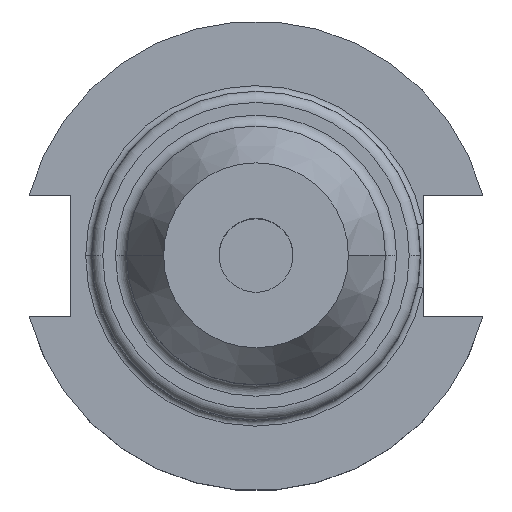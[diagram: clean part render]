
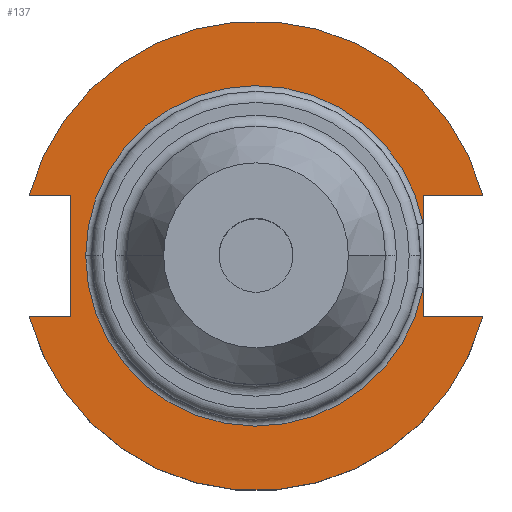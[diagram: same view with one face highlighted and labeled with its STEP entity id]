
A CAD part, top view. The second image highlights one B-rep face of the part: STEP entity #137.
In plain terms, the highlighted planar face has unit normal (0, 0, 1).
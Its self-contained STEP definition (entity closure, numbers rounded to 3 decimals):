
#1 = VECTOR ( 'NONE', #1245, 1000. ) ;
#17 = AXIS2_PLACEMENT_3D ( 'NONE', #1507, #1571, #1617 ) ;
#38 = VECTOR ( 'NONE', #220, 1000. ) ;
#47 = VERTEX_POINT ( 'NONE', #632 ) ;
#53 = DIRECTION ( 'NONE',  ( -1., 0., 0. ) ) ;
#64 = ORIENTED_EDGE ( 'NONE', *, *, #851, .F. ) ;
#73 = CARTESIAN_POINT ( 'NONE',  ( 22.606, -4.373, 19.05 ) ) ;
#80 = LINE ( 'NONE', #1734, #38 ) ;
#102 = EDGE_CURVE ( 'NONE', #1277, #1427, #285, .T. ) ;
#137 = ADVANCED_FACE ( 'NONE', ( #1622 ), #1009, .F. ) ;
#138 = CARTESIAN_POINT ( 'NONE',  ( -30.675, -8.191, 19.05 ) ) ;
#165 = VECTOR ( 'NONE', #696, 1000. ) ;
#180 = EDGE_CURVE ( 'NONE', #1351, #1438, #1211, .T. ) ;
#192 = VERTEX_POINT ( 'NONE', #1165 ) ;
#197 = EDGE_CURVE ( 'NONE', #1155, #885, #344, .T. ) ;
#201 = CARTESIAN_POINT ( 'NONE',  ( -25.091, 8.191, 19.05 ) ) ;
#210 = VECTOR ( 'NONE', #1680, 1000. ) ;
#220 = DIRECTION ( 'NONE',  ( 1., 0., 0. ) ) ;
#249 = LINE ( 'NONE', #1676, #950 ) ;
#285 = LINE ( 'NONE', #981, #165 ) ;
#286 = CIRCLE ( 'NONE', #1595, 31.75 ) ;
#288 = CARTESIAN_POINT ( 'NONE',  ( -30.675, 8.191, 19.05 ) ) ;
#314 = CARTESIAN_POINT ( 'NONE',  ( 0., 0., 19.05 ) ) ;
#332 = ORIENTED_EDGE ( 'NONE', *, *, #826, .T. ) ;
#333 = CARTESIAN_POINT ( 'NONE',  ( 30.675, -8.191, 19.05 ) ) ;
#334 = ORIENTED_EDGE ( 'NONE', *, *, #1167, .T. ) ;
#337 = ORIENTED_EDGE ( 'NONE', *, *, #102, .T. ) ;
#341 = ORIENTED_EDGE ( 'NONE', *, *, #197, .T. ) ;
#344 = LINE ( 'NONE', #1177, #1 ) ;
#364 = VERTEX_POINT ( 'NONE', #1127 ) ;
#376 = CARTESIAN_POINT ( 'NONE',  ( 22.606, 8.191, 19.05 ) ) ;
#377 = VECTOR ( 'NONE', #1110, 1000. ) ;
#512 = DIRECTION ( 'NONE',  ( 0., 0., 1. ) ) ;
#575 = CARTESIAN_POINT ( 'NONE',  ( 22.606, 4.373, 19.05 ) ) ;
#594 = ORIENTED_EDGE ( 'NONE', *, *, #1791, .T. ) ;
#632 = CARTESIAN_POINT ( 'NONE',  ( 30.675, 8.191, 19.05 ) ) ;
#664 = DIRECTION ( 'NONE',  ( -1., 0., 0. ) ) ;
#696 = DIRECTION ( 'NONE',  ( 0., 1., 0. ) ) ;
#816 = CARTESIAN_POINT ( 'NONE',  ( 0., 8.191, 19.05 ) ) ;
#826 = EDGE_CURVE ( 'NONE', #1678, #1491, #286, .T. ) ;
#847 = EDGE_CURVE ( 'NONE', #47, #885, #1786, .T. ) ;
#851 = EDGE_CURVE ( 'NONE', #1678, #192, #249, .T. ) ;
#857 = CIRCLE ( 'NONE', #1086, 23.025 ) ;
#885 = VERTEX_POINT ( 'NONE', #376 ) ;
#891 = DIRECTION ( 'NONE',  ( 0., 0., -1. ) ) ;
#912 = DIRECTION ( 'NONE',  ( -1., 0., 0. ) ) ;
#925 = EDGE_CURVE ( 'NONE', #1438, #192, #1340, .T. ) ;
#941 = CIRCLE ( 'NONE', #1545, 23.025 ) ;
#950 = VECTOR ( 'NONE', #963, 1000. ) ;
#955 = AXIS2_PLACEMENT_3D ( 'NONE', #1020, #1035, #1066 ) ;
#963 = DIRECTION ( 'NONE',  ( 1., 0., 0. ) ) ;
#972 = CIRCLE ( 'NONE', #17, 31.75 ) ;
#981 = CARTESIAN_POINT ( 'NONE',  ( 22.606, 22.225, 19.05 ) ) ;
#1009 = PLANE ( 'NONE',  #955 ) ;
#1020 = CARTESIAN_POINT ( 'NONE',  ( 0., 22.225, 19.05 ) ) ;
#1035 = DIRECTION ( 'NONE',  ( 0., 0., -1. ) ) ;
#1066 = DIRECTION ( 'NONE',  ( -1., 0., 0. ) ) ;
#1086 = AXIS2_PLACEMENT_3D ( 'NONE', #314, #891, #53 ) ;
#1110 = DIRECTION ( 'NONE',  ( 1., 0., 0. ) ) ;
#1120 = CARTESIAN_POINT ( 'NONE',  ( -61.091, 8.191, 19.05 ) ) ;
#1127 = CARTESIAN_POINT ( 'NONE',  ( -23.025, 0., 19.05 ) ) ;
#1155 = VERTEX_POINT ( 'NONE', #575 ) ;
#1164 = CARTESIAN_POINT ( 'NONE',  ( 22.606, -8.191, 19.05 ) ) ;
#1165 = CARTESIAN_POINT ( 'NONE',  ( -25.091, -8.191, 19.05 ) ) ;
#1167 = EDGE_CURVE ( 'NONE', #47, #1351, #972, .T. ) ;
#1177 = CARTESIAN_POINT ( 'NONE',  ( 22.606, 22.225, 19.05 ) ) ;
#1211 = LINE ( 'NONE', #1120, #377 ) ;
#1245 = DIRECTION ( 'NONE',  ( 0., 1., 0. ) ) ;
#1269 = CARTESIAN_POINT ( 'NONE',  ( -25.091, 8.191, 19.05 ) ) ;
#1277 = VERTEX_POINT ( 'NONE', #1164 ) ;
#1307 = EDGE_LOOP ( 'NONE', ( #337, #1353, #594, #341, #1422, #334, #1548, #1325, #64, #332, #1740 ) ) ;
#1325 = ORIENTED_EDGE ( 'NONE', *, *, #925, .T. ) ;
#1340 = LINE ( 'NONE', #1269, #210 ) ;
#1351 = VERTEX_POINT ( 'NONE', #288 ) ;
#1353 = ORIENTED_EDGE ( 'NONE', *, *, #1478, .T. ) ;
#1399 = CARTESIAN_POINT ( 'NONE',  ( 0., 0., 19.05 ) ) ;
#1422 = ORIENTED_EDGE ( 'NONE', *, *, #847, .F. ) ;
#1427 = VERTEX_POINT ( 'NONE', #73 ) ;
#1438 = VERTEX_POINT ( 'NONE', #201 ) ;
#1478 = EDGE_CURVE ( 'NONE', #1427, #364, #857, .T. ) ;
#1490 = DIRECTION ( 'NONE',  ( 0., 0., -1. ) ) ;
#1491 = VERTEX_POINT ( 'NONE', #333 ) ;
#1507 = CARTESIAN_POINT ( 'NONE',  ( 0., 0., 19.05 ) ) ;
#1532 = EDGE_CURVE ( 'NONE', #1277, #1491, #80, .T. ) ;
#1542 = DIRECTION ( 'NONE',  ( 1., 0., 0. ) ) ;
#1545 = AXIS2_PLACEMENT_3D ( 'NONE', #1644, #1490, #912 ) ;
#1548 = ORIENTED_EDGE ( 'NONE', *, *, #180, .T. ) ;
#1571 = DIRECTION ( 'NONE',  ( 0., 0., 1. ) ) ;
#1595 = AXIS2_PLACEMENT_3D ( 'NONE', #1399, #512, #1542 ) ;
#1617 = DIRECTION ( 'NONE',  ( 1., 0., 0. ) ) ;
#1622 = FACE_OUTER_BOUND ( 'NONE', #1307, .T. ) ;
#1644 = CARTESIAN_POINT ( 'NONE',  ( 0., 0., 19.05 ) ) ;
#1676 = CARTESIAN_POINT ( 'NONE',  ( -61.091, -8.191, 19.05 ) ) ;
#1678 = VERTEX_POINT ( 'NONE', #138 ) ;
#1680 = DIRECTION ( 'NONE',  ( 0., -1., 0. ) ) ;
#1701 = VECTOR ( 'NONE', #664, 1000. ) ;
#1734 = CARTESIAN_POINT ( 'NONE',  ( 0., -8.191, 19.05 ) ) ;
#1740 = ORIENTED_EDGE ( 'NONE', *, *, #1532, .F. ) ;
#1786 = LINE ( 'NONE', #816, #1701 ) ;
#1791 = EDGE_CURVE ( 'NONE', #364, #1155, #941, .T. ) ;
